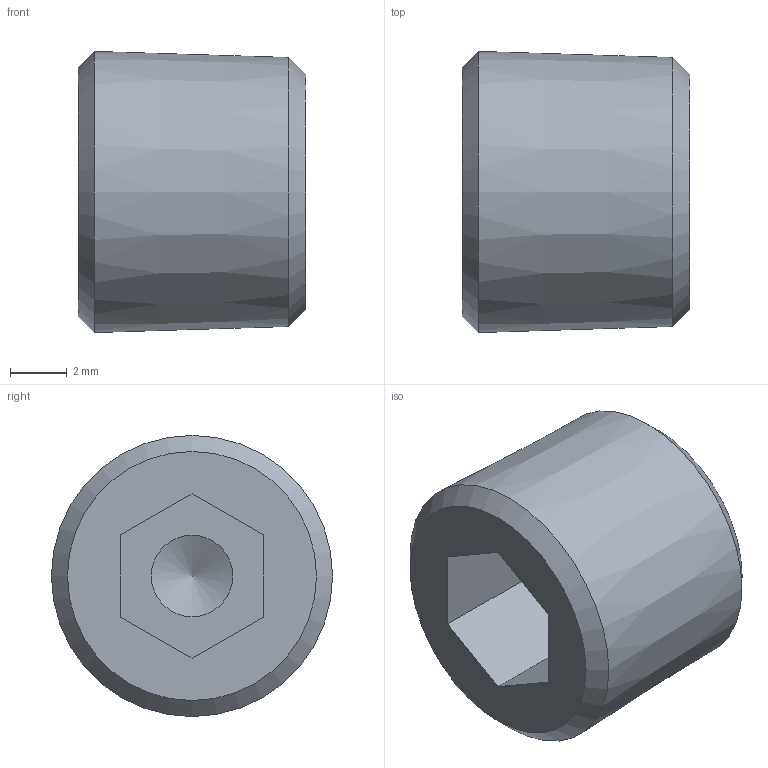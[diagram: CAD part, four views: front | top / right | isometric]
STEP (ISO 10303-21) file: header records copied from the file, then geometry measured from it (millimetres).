
FILE_DESCRIPTION(/* description */ ('STEP AP214'),/* implementation_level */ '2;1');
FILE_NAME(/* name */ 'ANE8',/* time_stamp */ '2023-09-15T10:43:46+02:00',/* author */ ('License CC BY-ND 4.0'),/* organization */ ('CADENAS'),/* preprocessor_version */ 'ST-DEVELOPER v19.3',/* originating_system */ 'PARTsolutions',/* authorisation */ ' ');
FILE_SCHEMA (('AUTOMOTIVE_DESIGN {1 0 10303 214 3 1 1}'));
Length unit declared in the file: millimetre
Products named in the file (1): ANE8
Bounding box: 8 x 9.88 x 9.88 mm (x, y, z)
Volume: 452.8 mm3; surface area: 474.3 mm2
Topology: 1 solids, 1 shells, 15 faces, 32 edges, 21 vertices
Faces by surface type: plane 10, cone 4, cylinder 1
Full cylindrical faces by diameter (mm): 5.9 x1
Entity records: 396 total; most frequent: DIRECTION 64, CARTESIAN_POINT 61, ORIENTED_EDGE 50, EDGE_CURVE 25, FACE_BOUND 23, AXIS2_PLACEMENT_3D 23, EDGE_LOOP 22, VERTEX_POINT 20
